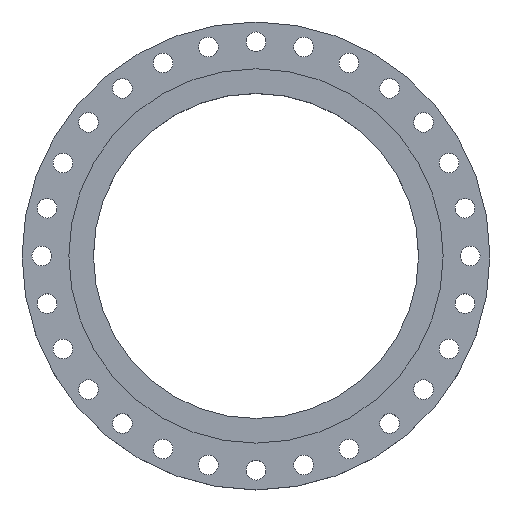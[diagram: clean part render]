
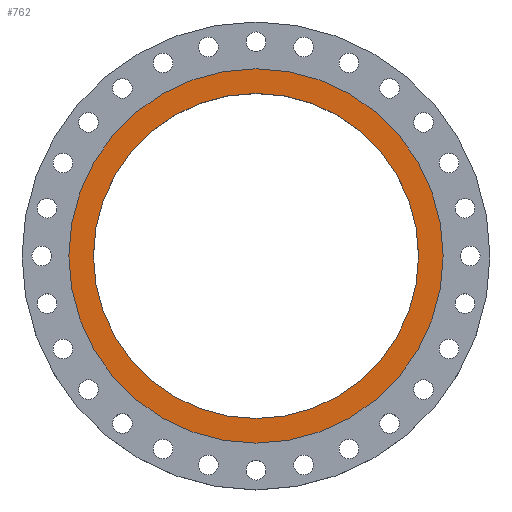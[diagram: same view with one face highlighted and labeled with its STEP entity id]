
A CAD part, top view. The second image highlights one B-rep face of the part: STEP entity #762.
In plain terms, the highlighted planar face has unit normal (0, 0, 1).
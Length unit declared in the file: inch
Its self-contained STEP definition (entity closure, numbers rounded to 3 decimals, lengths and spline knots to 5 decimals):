
#26 = CARTESIAN_POINT ( 'NONE',  ( 16.5, 0., 0. ) ) ;
#99 = AXIS2_PLACEMENT_3D ( 'NONE', #1622, #2003, #2434 ) ;
#155 = CARTESIAN_POINT ( 'NONE',  ( 0., 0., 0. ) ) ;
#321 = VERTEX_POINT ( 'NONE', #2242 ) ;
#327 = DIRECTION ( 'NONE',  ( 0., 0., 1. ) ) ;
#386 = AXIS2_PLACEMENT_3D ( 'NONE', #155, #749, #1750 ) ;
#406 = EDGE_CURVE ( 'NONE', #1156, #2463, #2435, .T. ) ;
#658 = CARTESIAN_POINT ( 'NONE',  ( -19., 0., 0. ) ) ;
#717 = ORIENTED_EDGE ( 'NONE', *, *, #406, .F. ) ;
#749 = DIRECTION ( 'NONE',  ( 0., 0., 1. ) ) ;
#762 = ADVANCED_FACE ( 'NONE', ( #2044, #1243 ), #1598, .F. ) ;
#843 = AXIS2_PLACEMENT_3D ( 'NONE', #1611, #1027, #1790 ) ;
#887 = VERTEX_POINT ( 'NONE', #658 ) ;
#1027 = DIRECTION ( 'NONE',  ( 0., 0., -1. ) ) ;
#1082 = EDGE_CURVE ( 'NONE', #2463, #1156, #2270, .T. ) ;
#1143 = CIRCLE ( 'NONE', #99, 19. ) ;
#1156 = VERTEX_POINT ( 'NONE', #1999 ) ;
#1164 = ORIENTED_EDGE ( 'NONE', *, *, #1642, .T. ) ;
#1177 = DIRECTION ( 'NONE',  ( 1., 0., 0. ) ) ;
#1243 = FACE_OUTER_BOUND ( 'NONE', #2148, .T. ) ;
#1316 = CIRCLE ( 'NONE', #1357, 19. ) ;
#1338 = DIRECTION ( 'NONE',  ( 0., 0., 1. ) ) ;
#1355 = EDGE_LOOP ( 'NONE', ( #2583, #717 ) ) ;
#1357 = AXIS2_PLACEMENT_3D ( 'NONE', #1661, #1338, #2111 ) ;
#1385 = AXIS2_PLACEMENT_3D ( 'NONE', #2365, #327, #1177 ) ;
#1598 = PLANE ( 'NONE',  #843 ) ;
#1611 = CARTESIAN_POINT ( 'NONE',  ( 0., 16.5, 0. ) ) ;
#1622 = CARTESIAN_POINT ( 'NONE',  ( 0., 0., 0. ) ) ;
#1642 = EDGE_CURVE ( 'NONE', #887, #321, #1316, .T. ) ;
#1661 = CARTESIAN_POINT ( 'NONE',  ( 0., 0., 0. ) ) ;
#1750 = DIRECTION ( 'NONE',  ( 1., 0., 0. ) ) ;
#1790 = DIRECTION ( 'NONE',  ( -1., 0., 0. ) ) ;
#1986 = EDGE_CURVE ( 'NONE', #321, #887, #1143, .T. ) ;
#1994 = ORIENTED_EDGE ( 'NONE', *, *, #1986, .T. ) ;
#1999 = CARTESIAN_POINT ( 'NONE',  ( -16.5, 0., 0. ) ) ;
#2003 = DIRECTION ( 'NONE',  ( 0., 0., 1. ) ) ;
#2044 = FACE_BOUND ( 'NONE', #1355, .T. ) ;
#2111 = DIRECTION ( 'NONE',  ( 1., 0., 0. ) ) ;
#2148 = EDGE_LOOP ( 'NONE', ( #1994, #1164 ) ) ;
#2242 = CARTESIAN_POINT ( 'NONE',  ( 19., 0., 0. ) ) ;
#2270 = CIRCLE ( 'NONE', #386, 16.5 ) ;
#2365 = CARTESIAN_POINT ( 'NONE',  ( 0., 0., 0. ) ) ;
#2434 = DIRECTION ( 'NONE',  ( 1., 0., 0. ) ) ;
#2435 = CIRCLE ( 'NONE', #1385, 16.5 ) ;
#2463 = VERTEX_POINT ( 'NONE', #26 ) ;
#2583 = ORIENTED_EDGE ( 'NONE', *, *, #1082, .F. ) ;
